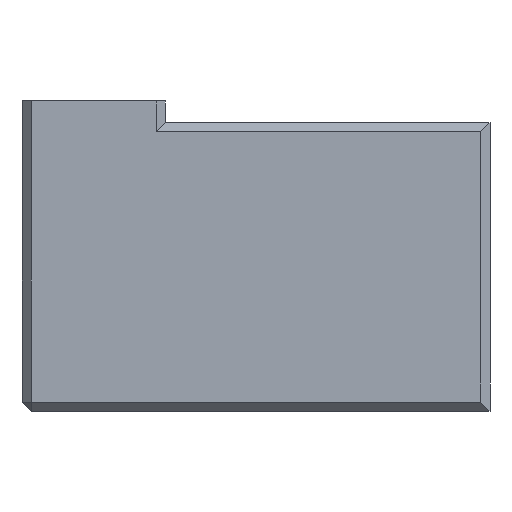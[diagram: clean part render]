
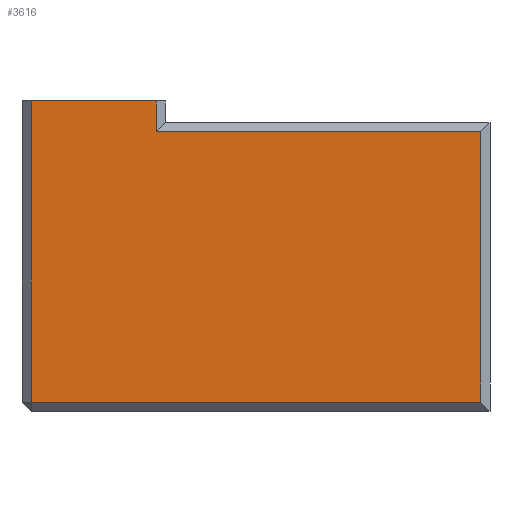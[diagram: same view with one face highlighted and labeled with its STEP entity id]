
A CAD part, front view. The second image highlights one B-rep face of the part: STEP entity #3616.
In plain terms, the highlighted planar face has unit normal (0, -1, 0).
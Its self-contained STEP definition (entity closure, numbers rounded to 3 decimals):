
#3298=CARTESIAN_POINT('',(-148.22,-54.344,20.9));
#3299=VERTEX_POINT('',#3298);
#3306=CARTESIAN_POINT('',(-141.261,-54.344,20.9));
#3307=VERTEX_POINT('',#3306);
#3308=CARTESIAN_POINT('',(-141.261,-54.344,20.9));
#3309=DIRECTION('',(-1.,-0.,0.));
#3310=VECTOR('',#3309,6.959);
#3311=LINE('',#3308,#3310);
#3312=EDGE_CURVE('',#3307,#3299,#3311,.T.);
#3449=CARTESIAN_POINT('',(-141.261,-54.344,19.2));
#3450=VERTEX_POINT('',#3449);
#3451=CARTESIAN_POINT('',(-141.261,-54.344,19.2));
#3452=DIRECTION('',(0.,0.,1.));
#3453=VECTOR('',#3452,1.7);
#3454=LINE('',#3451,#3453);
#3455=EDGE_CURVE('',#3450,#3307,#3454,.T.);
#3560=CARTESIAN_POINT('',(-123.261,-54.344,19.2));
#3561=VERTEX_POINT('',#3560);
#3562=CARTESIAN_POINT('',(-123.261,-54.344,19.2));
#3563=DIRECTION('',(-1.,-0.,0.));
#3564=VECTOR('',#3563,18.);
#3565=LINE('',#3562,#3564);
#3566=EDGE_CURVE('',#3561,#3450,#3565,.T.);
#3584=CARTESIAN_POINT('',(0.268,-54.344,22.));
#3585=DIRECTION('',(0.,-1.,0.));
#3586=DIRECTION('',(0.,0.,1.));
#3587=AXIS2_PLACEMENT_3D('',#3584,#3585,#3586);
#3588=PLANE('',#3587);
#3589=CARTESIAN_POINT('',(-148.22,-54.344,4.2));
#3590=VERTEX_POINT('',#3589);
#3591=CARTESIAN_POINT('',(-148.22,-54.344,20.9));
#3592=DIRECTION('',(0.,0.,-1.));
#3593=VECTOR('',#3592,16.7);
#3594=LINE('',#3591,#3593);
#3595=EDGE_CURVE('',#3299,#3590,#3594,.T.);
#3596=ORIENTED_EDGE('',*,*,#3595,.T.);
#3597=CARTESIAN_POINT('',(-123.261,-54.344,4.2));
#3598=VERTEX_POINT('',#3597);
#3599=CARTESIAN_POINT('',(-148.22,-54.344,4.2));
#3600=DIRECTION('',(1.,0.,0.));
#3601=VECTOR('',#3600,24.959);
#3602=LINE('',#3599,#3601);
#3603=EDGE_CURVE('',#3590,#3598,#3602,.T.);
#3604=ORIENTED_EDGE('',*,*,#3603,.T.);
#3605=CARTESIAN_POINT('',(-123.261,-54.344,4.2));
#3606=DIRECTION('',(0.,0.,1.));
#3607=VECTOR('',#3606,15.);
#3608=LINE('',#3605,#3607);
#3609=EDGE_CURVE('',#3598,#3561,#3608,.T.);
#3610=ORIENTED_EDGE('',*,*,#3609,.T.);
#3611=ORIENTED_EDGE('',*,*,#3566,.T.);
#3612=ORIENTED_EDGE('',*,*,#3455,.T.);
#3613=ORIENTED_EDGE('',*,*,#3312,.T.);
#3614=EDGE_LOOP('',(#3596,#3604,#3610,#3611,#3612,#3613));
#3615=FACE_BOUND('',#3614,.T.);
#3616=ADVANCED_FACE('',(#3615),#3588,.T.);
